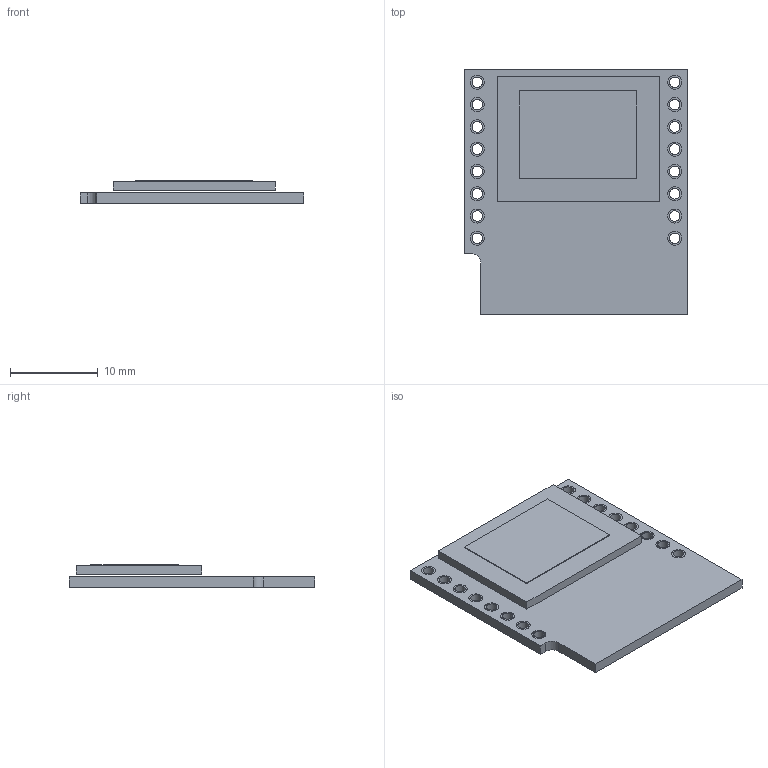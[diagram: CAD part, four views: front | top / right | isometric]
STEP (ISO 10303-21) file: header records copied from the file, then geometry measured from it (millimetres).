
FILE_DESCRIPTION(('FreeCAD Model'),'2;1');
FILE_NAME('Open CASCADE Shape Model','2025-01-21T15:50:12',(''),(''), 'Open CASCADE STEP processor 7.7','FreeCAD','Unknown');
FILE_SCHEMA(('AUTOMOTIVE_DESIGN { 1 0 10303 214 1 1 1 1 }'));
Length unit declared in the file: millimetre
Products named in the file (6): Assembly; Platine; Display; aDisplay; aDisplayArea; Via
Assembly tree (20 placements, depth 3):
  Assembly
    Platine
    Display
      aDisplay
      aDisplayArea
    Via  x16
Bounding box: 25.5 x 28 x 2.6 mm (x, y, z)
Volume: 1096.1 mm3; surface area: 2624.5 mm2
Topology: 19 solids, 19 shells, 101 faces, 189 edges, 126 vertices
Faces by surface type: plane 52, cylinder 49
Full cylindrical faces by diameter (mm): 1.2 x16, 1.6 x32
Entity records: 1538 total; most frequent: DIRECTION 261, CARTESIAN_POINT 227, ORIENTED_EDGE 198, AXIS2_PLACEMENT_3D 100, EDGE_CURVE 99, FACE_BOUND 75, EDGE_LOOP 75, VERTEX_POINT 66
